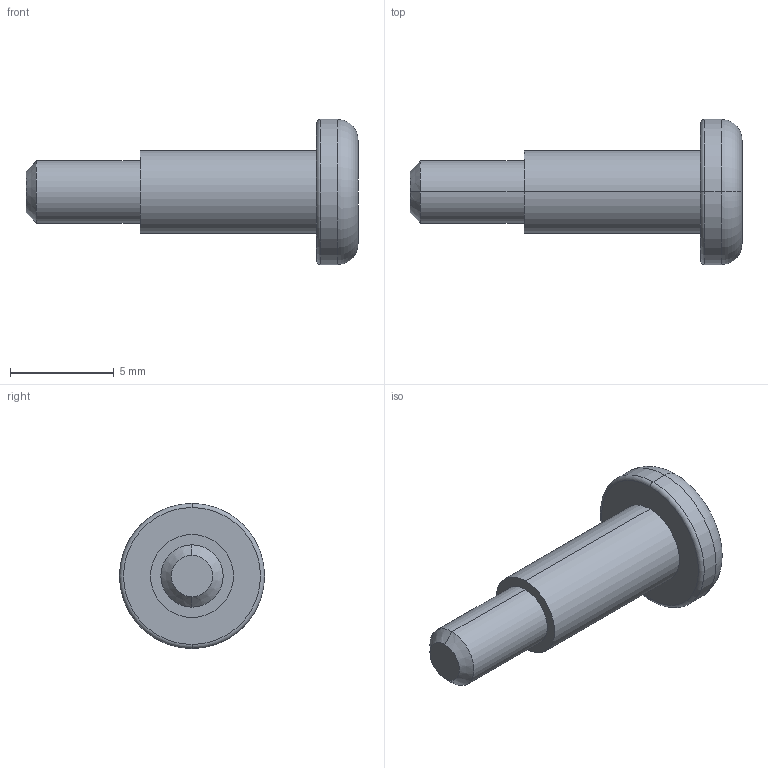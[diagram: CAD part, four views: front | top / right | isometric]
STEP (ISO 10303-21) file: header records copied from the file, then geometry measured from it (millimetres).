
FILE_DESCRIPTION (( 'STEP AP203' ), '1' );
FILE_NAME ('Moby-Vis ep-M3_Défaut_sldprt.STEP', '2019-11-01T12:19:31', ( '' ), ( '' ), 'SwSTEP 2.0', 'SolidWorks 2017', '' );
FILE_SCHEMA (( 'CONFIG_CONTROL_DESIGN' ));
Length unit declared in the file: millimetre
Products named in the file (1): Moby-Vis ep-M3_Défaut_sldprt
Bounding box: 16 x 7 x 7 mm (x, y, z)
Volume: 207.1 mm3; surface area: 289 mm2
Topology: 1 solids, 1 shells, 72 faces, 166 edges, 98 vertices
Faces by surface type: plane 24, cylinder 22, bspline 16, torus 8, cone 2
Entity records: 2273 total; most frequent: CARTESIAN_POINT 697, ORIENTED_EDGE 332, DIRECTION 290, EDGE_CURVE 166, AXIS2_PLACEMENT_3D 115, VERTEX_POINT 98, EDGE_LOOP 74, FACE_OUTER_BOUND 72
